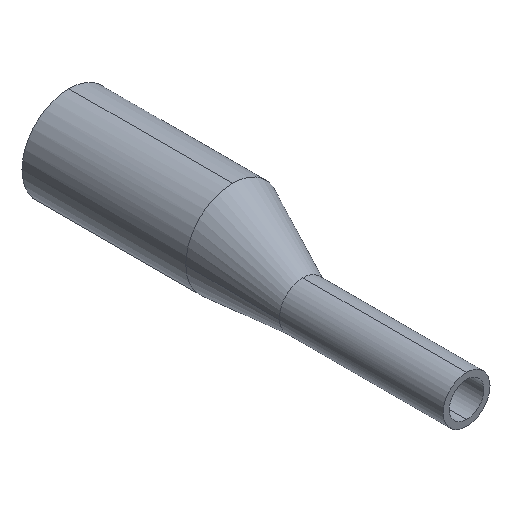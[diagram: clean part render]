
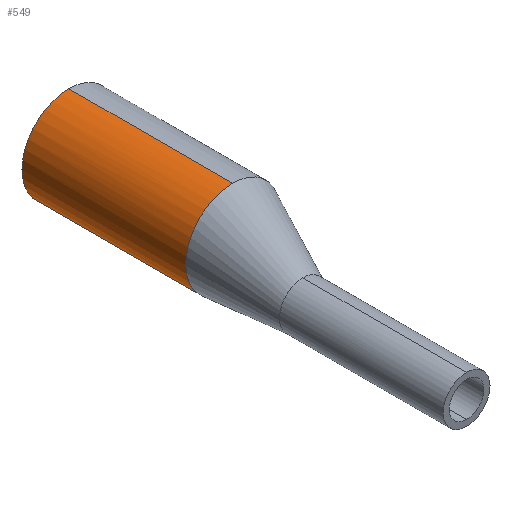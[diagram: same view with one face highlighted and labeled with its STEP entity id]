
A CAD part, isometric view. The second image highlights one B-rep face of the part: STEP entity #549.
In plain terms, the highlighted cylindrical face has radius 12.7 mm (diameter 25.4 mm), a partial arc.
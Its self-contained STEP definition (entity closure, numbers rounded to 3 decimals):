
#9 = VERTEX_POINT ( 'NONE', #906 ) ;
#72 = ORIENTED_EDGE ( 'NONE', *, *, #656, .T. ) ;
#73 = DIRECTION ( 'NONE',  ( 0., 1., 0. ) ) ;
#77 = VECTOR ( 'NONE', #247, 1000. ) ;
#79 = DIRECTION ( 'NONE',  ( 0., 0., -1. ) ) ;
#93 = CARTESIAN_POINT ( 'NONE',  ( 6.35, 25.4, 0. ) ) ;
#107 = DIRECTION ( 'NONE',  ( 0., 0., 1. ) ) ;
#158 = EDGE_CURVE ( 'NONE', #280, #486, #246, .T. ) ;
#166 = DIRECTION ( 'NONE',  ( 0., 0., 1. ) ) ;
#190 = CARTESIAN_POINT ( 'NONE',  ( 6.35, 69.85, -12.7 ) ) ;
#203 = AXIS2_PLACEMENT_3D ( 'NONE', #767, #538, #79 ) ;
#234 = LINE ( 'NONE', #713, #77 ) ;
#246 = LINE ( 'NONE', #190, #943 ) ;
#247 = DIRECTION ( 'NONE',  ( 0., -1., 0. ) ) ;
#265 = DIRECTION ( 'NONE',  ( 0., -1., 0. ) ) ;
#280 = VERTEX_POINT ( 'NONE', #579 ) ;
#305 = ORIENTED_EDGE ( 'NONE', *, *, #357, .F. ) ;
#357 = EDGE_CURVE ( 'NONE', #280, #825, #367, .T. ) ;
#367 = CIRCLE ( 'NONE', #642, 12.7 ) ;
#411 = CYLINDRICAL_SURFACE ( 'NONE', #203, 12.7 ) ;
#431 = ORIENTED_EDGE ( 'NONE', *, *, #440, .T. ) ;
#440 = EDGE_CURVE ( 'NONE', #486, #9, #785, .T. ) ;
#450 = CARTESIAN_POINT ( 'NONE',  ( 6.35, 25.4, 0. ) ) ;
#486 = VERTEX_POINT ( 'NONE', #674 ) ;
#538 = DIRECTION ( 'NONE',  ( 0., -1., 0. ) ) ;
#549 = ADVANCED_FACE ( 'NONE', ( #846 ), #411, .T. ) ;
#579 = CARTESIAN_POINT ( 'NONE',  ( 6.35, 69.85, -12.7 ) ) ;
#599 = AXIS2_PLACEMENT_3D ( 'NONE', #450, #73, #107 ) ;
#617 = CARTESIAN_POINT ( 'NONE',  ( 6.35, 25.4, 12.7 ) ) ;
#635 = DIRECTION ( 'NONE',  ( 0., 1., 0. ) ) ;
#642 = AXIS2_PLACEMENT_3D ( 'NONE', #668, #812, #808 ) ;
#656 = EDGE_CURVE ( 'NONE', #9, #818, #893, .T. ) ;
#668 = CARTESIAN_POINT ( 'NONE',  ( 6.35, 69.85, 0. ) ) ;
#674 = CARTESIAN_POINT ( 'NONE',  ( 6.35, 25.4, -12.7 ) ) ;
#676 = EDGE_CURVE ( 'NONE', #825, #818, #234, .T. ) ;
#691 = ORIENTED_EDGE ( 'NONE', *, *, #158, .T. ) ;
#713 = CARTESIAN_POINT ( 'NONE',  ( 6.35, 69.85, 12.7 ) ) ;
#767 = CARTESIAN_POINT ( 'NONE',  ( 6.35, 69.85, 0. ) ) ;
#785 = CIRCLE ( 'NONE', #599, 12.7 ) ;
#808 = DIRECTION ( 'NONE',  ( 0., 0., 1. ) ) ;
#812 = DIRECTION ( 'NONE',  ( 0., 1., 0. ) ) ;
#818 = VERTEX_POINT ( 'NONE', #617 ) ;
#825 = VERTEX_POINT ( 'NONE', #866 ) ;
#846 = FACE_OUTER_BOUND ( 'NONE', #890, .T. ) ;
#866 = CARTESIAN_POINT ( 'NONE',  ( 6.35, 69.85, 12.7 ) ) ;
#867 = AXIS2_PLACEMENT_3D ( 'NONE', #93, #635, #166 ) ;
#890 = EDGE_LOOP ( 'NONE', ( #993, #305, #691, #431, #72 ) ) ;
#893 = CIRCLE ( 'NONE', #867, 12.7 ) ;
#906 = CARTESIAN_POINT ( 'NONE',  ( -6.349, 25.4, -0.184 ) ) ;
#943 = VECTOR ( 'NONE', #265, 1000. ) ;
#993 = ORIENTED_EDGE ( 'NONE', *, *, #676, .F. ) ;
